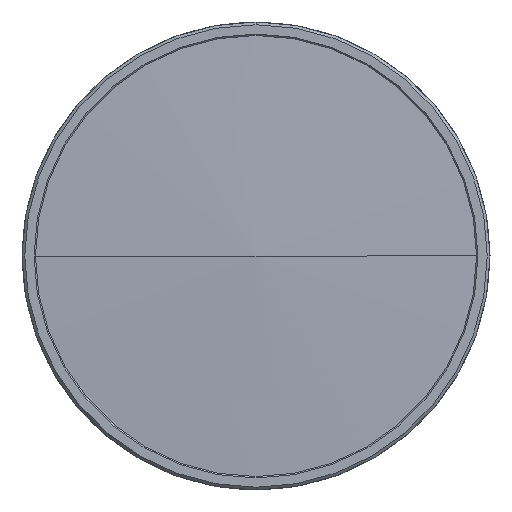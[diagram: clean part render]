
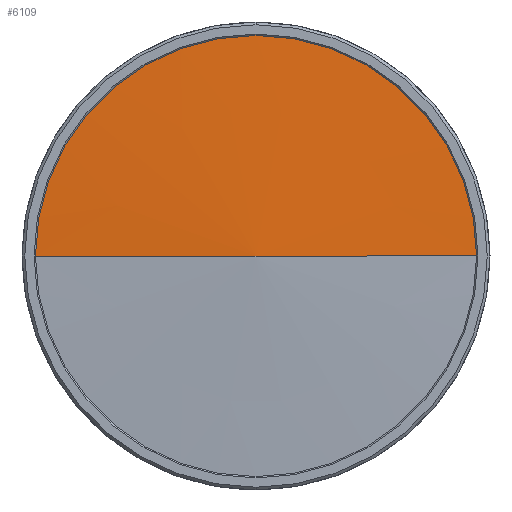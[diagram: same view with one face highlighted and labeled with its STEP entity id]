
A CAD part, left-side view. The second image highlights one B-rep face of the part: STEP entity #6109.
In plain terms, the highlighted conical face has half-angle 87.716 degrees and reference radius 25068.1 mm.
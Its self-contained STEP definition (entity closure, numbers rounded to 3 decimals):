
#83 = EDGE_CURVE ( 'NONE', #3481, #5987, #1168, .T. ) ;
#108 = VERTEX_POINT ( 'NONE', #1553 ) ;
#238 = ORIENTED_EDGE ( 'NONE', *, *, #5135, .F. ) ;
#434 = DIRECTION ( 'NONE',  ( 0., 1., 0. ) ) ;
#742 = FACE_OUTER_BOUND ( 'NONE', #4169, .T. ) ;
#829 = AXIS2_PLACEMENT_3D ( 'NONE', #1725, #2217, #2731 ) ;
#844 = EDGE_CURVE ( 'NONE', #3481, #4868, #3286, .T. ) ;
#1168 = LINE ( 'NONE', #5533, #1482 ) ;
#1482 = VECTOR ( 'NONE', #6042, 1000. ) ;
#1553 = CARTESIAN_POINT ( 'NONE',  ( 3.177, 0., 79.65 ) ) ;
#1725 = CARTESIAN_POINT ( 'NONE',  ( 3.177, 0., 0. ) ) ;
#2131 = EDGE_CURVE ( 'NONE', #108, #5987, #5775, .T. ) ;
#2217 = DIRECTION ( 'NONE',  ( 1., 0., 0. ) ) ;
#2484 = CARTESIAN_POINT ( 'NONE',  ( 0., 0., 0. ) ) ;
#2489 = DIRECTION ( 'NONE',  ( 0., 0., -1. ) ) ;
#2503 = AXIS2_PLACEMENT_3D ( 'NONE', #5461, #5017, #2489 ) ;
#2731 = DIRECTION ( 'NONE',  ( 0., 0., -1. ) ) ;
#3173 = DIRECTION ( 'NONE',  ( 0.04, 0.999, 0. ) ) ;
#3203 = CONICAL_SURFACE ( 'NONE', #5437, 25068.104, 1.531 ) ;
#3286 = LINE ( 'NONE', #3696, #6181 ) ;
#3346 = CARTESIAN_POINT ( 'NONE',  ( 1000., 0., 0. ) ) ;
#3481 = VERTEX_POINT ( 'NONE', #2484 ) ;
#3526 = CIRCLE ( 'NONE', #2503, 79.65 ) ;
#3696 = CARTESIAN_POINT ( 'NONE',  ( 0., 0., 0. ) ) ;
#3901 = ORIENTED_EDGE ( 'NONE', *, *, #844, .F. ) ;
#4169 = EDGE_LOOP ( 'NONE', ( #3901, #6264, #5981, #238 ) ) ;
#4764 = CARTESIAN_POINT ( 'NONE',  ( 3.177, 79.65, 0. ) ) ;
#4829 = DIRECTION ( 'NONE',  ( 1., 0., 0. ) ) ;
#4868 = VERTEX_POINT ( 'NONE', #4764 ) ;
#5017 = DIRECTION ( 'NONE',  ( 1., 0., 0. ) ) ;
#5135 = EDGE_CURVE ( 'NONE', #4868, #108, #3526, .T. ) ;
#5437 = AXIS2_PLACEMENT_3D ( 'NONE', #3346, #4829, #434 ) ;
#5461 = CARTESIAN_POINT ( 'NONE',  ( 3.177, 0., 0. ) ) ;
#5533 = CARTESIAN_POINT ( 'NONE',  ( 0., 0., 0. ) ) ;
#5733 = CARTESIAN_POINT ( 'NONE',  ( 3.177, -79.65, 0. ) ) ;
#5775 = CIRCLE ( 'NONE', #829, 79.65 ) ;
#5981 = ORIENTED_EDGE ( 'NONE', *, *, #2131, .F. ) ;
#5987 = VERTEX_POINT ( 'NONE', #5733 ) ;
#6042 = DIRECTION ( 'NONE',  ( 0.04, -0.999, 0. ) ) ;
#6109 = ADVANCED_FACE ( 'NONE', ( #742 ), #3203, .T. ) ;
#6181 = VECTOR ( 'NONE', #3173, 1000. ) ;
#6264 = ORIENTED_EDGE ( 'NONE', *, *, #83, .T. ) ;
